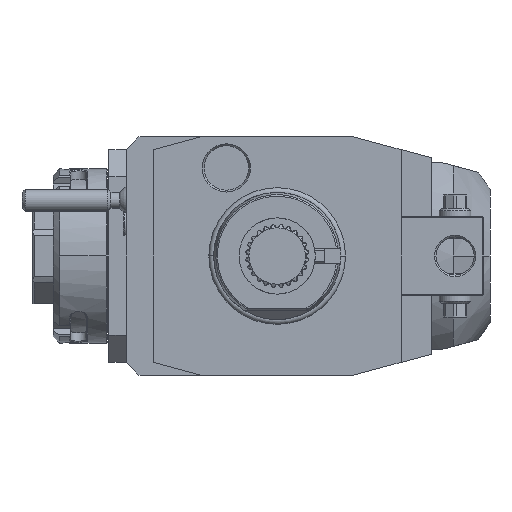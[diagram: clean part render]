
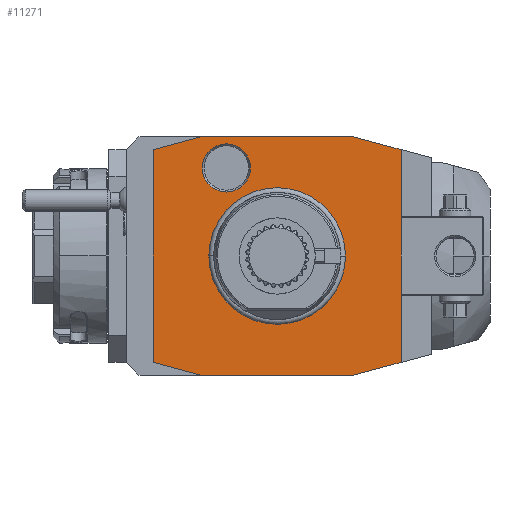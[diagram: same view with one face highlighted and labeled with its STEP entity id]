
A CAD part, front view. The second image highlights one B-rep face of the part: STEP entity #11271.
In plain terms, the highlighted planar face has unit normal (0, -1, 0).
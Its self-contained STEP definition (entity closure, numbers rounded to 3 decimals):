
#1=DIRECTION('',(-1.,0.,0.));
#2=VECTOR('',#1,48.);
#3=CARTESIAN_POINT('',(24.,0.,37.5));
#4=LINE('',#3,#2);
#5=DIRECTION('',(-0.966,0.,0.259));
#6=VECTOR('',#5,15.529);
#7=CARTESIAN_POINT('',(39.,0.,33.481));
#8=LINE('',#7,#6);
#9=DIRECTION('',(0.,0.,1.));
#10=VECTOR('',#9,66.962);
#11=CARTESIAN_POINT('',(39.,0.,-33.481));
#12=LINE('',#11,#10);
#13=DIRECTION('',(0.966,0.,0.259));
#14=VECTOR('',#13,15.529);
#15=CARTESIAN_POINT('',(24.,0.,-37.5));
#16=LINE('',#15,#14);
#17=DIRECTION('',(1.,0.,0.));
#18=VECTOR('',#17,48.);
#19=CARTESIAN_POINT('',(-24.,0.,-37.5));
#20=LINE('',#19,#18);
#21=DIRECTION('',(0.966,0.,-0.259));
#22=VECTOR('',#21,15.529);
#23=CARTESIAN_POINT('',(-39.,0.,-33.481));
#24=LINE('',#23,#22);
#25=DIRECTION('',(0.,0.,-1.));
#26=VECTOR('',#25,66.962);
#27=CARTESIAN_POINT('',(-39.,0.,33.481));
#28=LINE('',#27,#26);
#29=DIRECTION('',(-0.966,0.,-0.259));
#30=VECTOR('',#29,15.529);
#31=CARTESIAN_POINT('',(-24.,0.,37.5));
#32=LINE('',#31,#30);
#33=CARTESIAN_POINT('',(-16.,0.,27.713));
#34=DIRECTION('',(0.,1.,0.));
#35=DIRECTION('',(-1.,0.,0.));
#36=AXIS2_PLACEMENT_3D('',#33,#34,#35);
#38=CARTESIAN_POINT('',(-16.,0.,27.713));
#39=DIRECTION('',(0.,1.,0.));
#40=DIRECTION('',(1.,0.,0.));
#41=AXIS2_PLACEMENT_3D('',#38,#39,#40);
#5027=CARTESIAN_POINT('',(0.,0.,0.));
#5028=DIRECTION('',(0.,1.,0.));
#5029=DIRECTION('',(-1.,0.,0.));
#5030=AXIS2_PLACEMENT_3D('',#5027,#5028,#5029);
#5032=CARTESIAN_POINT('',(0.,0.,0.));
#5033=DIRECTION('',(0.,1.,0.));
#5034=DIRECTION('',(1.,0.,0.));
#5035=AXIS2_PLACEMENT_3D('',#5032,#5033,#5034);
#9974=CARTESIAN_POINT('',(-23.577,0.,
27.713));
#9975=CARTESIAN_POINT('',(-8.423,0.,
27.713));
#9976=VERTEX_POINT('',#9974);
#9977=VERTEX_POINT('',#9975);
#10844=CARTESIAN_POINT('',(24.,0.,37.5));
#10845=CARTESIAN_POINT('',(-24.,0.,37.5));
#10846=VERTEX_POINT('',#10844);
#10847=VERTEX_POINT('',#10845);
#10848=CARTESIAN_POINT('',(39.,0.,-33.481));
#10849=CARTESIAN_POINT('',(39.,0.,33.481));
#10850=VERTEX_POINT('',#10848);
#10851=VERTEX_POINT('',#10849);
#10852=CARTESIAN_POINT('',(-39.,0.,-33.481));
#10853=CARTESIAN_POINT('',(-24.,0.,-37.5));
#10854=VERTEX_POINT('',#10852);
#10855=VERTEX_POINT('',#10853);
#10856=CARTESIAN_POINT('',(-39.,0.,33.481));
#10857=VERTEX_POINT('',#10856);
#10882=CARTESIAN_POINT('',(24.,0.,-37.5));
#10883=VERTEX_POINT('',#10882);
#11116=CARTESIAN_POINT('',(-21.137,0.,0.));
#11117=CARTESIAN_POINT('',(21.137,0.,0.));
#11118=VERTEX_POINT('',#11116);
#11119=VERTEX_POINT('',#11117);
#11236=CARTESIAN_POINT('',(0.,0.,0.));
#11237=DIRECTION('',(0.,-1.,0.));
#11238=DIRECTION('',(-1.,0.,0.));
#11239=AXIS2_PLACEMENT_3D('',#11236,#11237,#11238);
#11240=PLANE('',#11239);
#11242=ORIENTED_EDGE('',*,*,#11241,.F.);
#11244=ORIENTED_EDGE('',*,*,#11243,.F.);
#11246=ORIENTED_EDGE('',*,*,#11245,.F.);
#11248=ORIENTED_EDGE('',*,*,#11247,.F.);
#11250=ORIENTED_EDGE('',*,*,#11249,.F.);
#11252=ORIENTED_EDGE('',*,*,#11251,.F.);
#11254=ORIENTED_EDGE('',*,*,#11253,.F.);
#11256=ORIENTED_EDGE('',*,*,#11255,.F.);
#11257=EDGE_LOOP('',(#11242,#11244,#11246,#11248,#11250,#11252,#11254,#11256));
#11258=FACE_OUTER_BOUND('',#11257,.F.);
#11260=ORIENTED_EDGE('',*,*,#11259,.F.);
#11262=ORIENTED_EDGE('',*,*,#11261,.F.);
#11263=EDGE_LOOP('',(#11260,#11262));
#11264=FACE_BOUND('',#11263,.F.);
#11266=ORIENTED_EDGE('',*,*,#11265,.F.);
#11268=ORIENTED_EDGE('',*,*,#11267,.F.);
#11269=EDGE_LOOP('',(#11266,#11268));
#11270=FACE_BOUND('',#11269,.F.);
#37=CIRCLE('',#36,7.577);
#42=CIRCLE('',#41,7.577);
#5031=CIRCLE('',#5030,21.137);
#5036=CIRCLE('',#5035,21.137);
#11241=EDGE_CURVE('',#10846,#10847,#4,.T.);
#11243=EDGE_CURVE('',#10851,#10846,#8,.T.);
#11245=EDGE_CURVE('',#10850,#10851,#12,.T.);
#11247=EDGE_CURVE('',#10883,#10850,#16,.T.);
#11249=EDGE_CURVE('',#10855,#10883,#20,.T.);
#11251=EDGE_CURVE('',#10854,#10855,#24,.T.);
#11253=EDGE_CURVE('',#10857,#10854,#28,.T.);
#11255=EDGE_CURVE('',#10847,#10857,#32,.T.);
#11259=EDGE_CURVE('',#11118,#11119,#5031,.T.);
#11261=EDGE_CURVE('',#11119,#11118,#5036,.T.);
#11265=EDGE_CURVE('',#9976,#9977,#37,.T.);
#11267=EDGE_CURVE('',#9977,#9976,#42,.T.);
#11271=ADVANCED_FACE('',(#11258,#11264,#11270),#11240,.T.);
